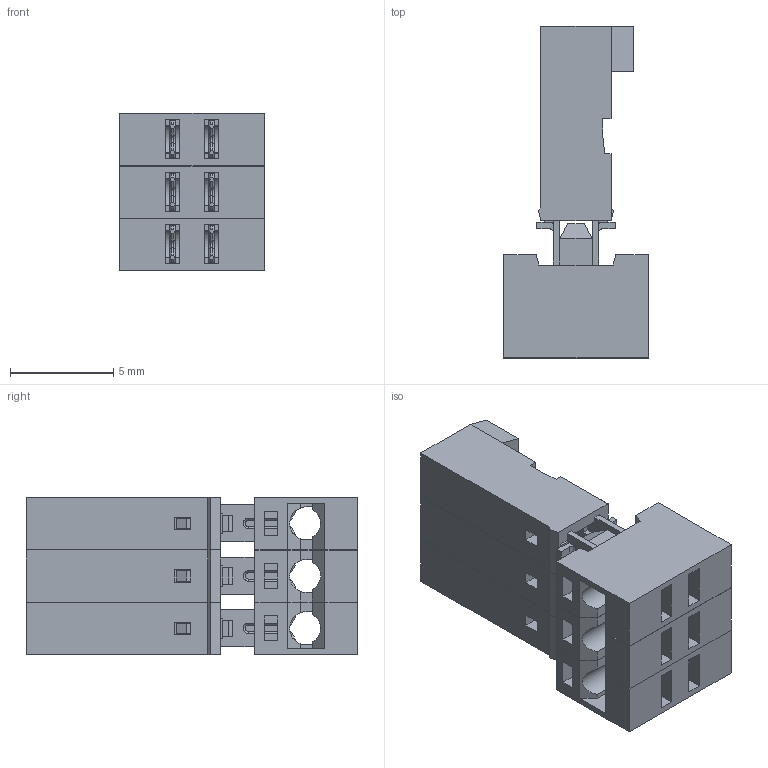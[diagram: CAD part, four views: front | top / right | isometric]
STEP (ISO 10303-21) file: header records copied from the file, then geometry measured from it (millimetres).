
FILE_DESCRIPTION( ( 'Unknown' ), '1' );
FILE_NAME( '661003152022.stp', 'Unknown', ( 'Unknown' ), ( 'Unknown' ), 'PSStep 17.0.49', 'Unknown', ' ' );
FILE_SCHEMA( ( 'AUTOMOTIVE_DESIGN { 1 0 10303 214 1 1 1 1 }' ) );
Length unit declared in the file: millimetre
Products named in the file (4): Assem1; 47828361_03_20_440_CNT; 47828361_03_20_440_DX; 47828361_03_20_440_SX
Assembly tree (3 placements, depth 2):
  Assem1
    47828361_03_20_440_CNT
    47828361_03_20_440_DX
    47828361_03_20_440_SX
Bounding box: 7 x 16.1 x 7.63 mm (x, y, z)
Volume: 378.6 mm3; surface area: 1384.2 mm2
Topology: 3 solids, 3 shells, 762 faces, 2256 edges, 1459 vertices
Faces by surface type: plane 702, cylinder 48, cone 12
Entity records: 31248 total; most frequent: ORIENTED_EDGE 4512, CARTESIAN_POINT 4481, DIRECTION 3950, EDGE_CURVE 2256, LINE 2094, VECTOR 2094, VERTEX_POINT 1459, AXIS2_PLACEMENT_3D 928
